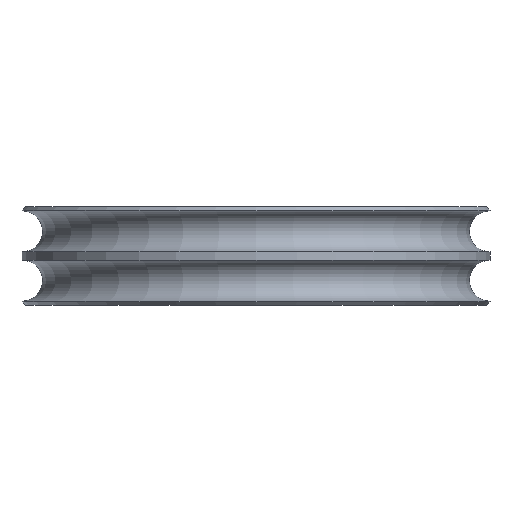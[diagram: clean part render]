
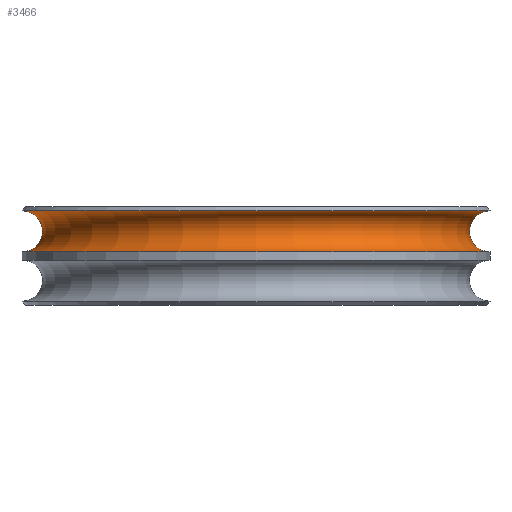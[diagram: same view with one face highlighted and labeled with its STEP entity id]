
A CAD part, front view. The second image highlights one B-rep face of the part: STEP entity #3466.
In plain terms, the highlighted toroidal (fillet/blend) face has major radius 28.5 mm and minor radius 2.5 mm.
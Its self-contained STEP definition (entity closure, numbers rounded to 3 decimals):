
#2226 = VERTEX_POINT('',#2227);
#2227 = CARTESIAN_POINT('',(28.5,0.,5.5));
#2233 = EDGE_CURVE('',#2226,#2226,#2234,.T.);
#2234 = CIRCLE('',#2235,28.5);
#2235 = AXIS2_PLACEMENT_3D('',#2236,#2237,#2238);
#2236 = CARTESIAN_POINT('',(0.,0.,5.5));
#2237 = DIRECTION('',(0.,0.,1.));
#2238 = DIRECTION('',(0.,-1.,0.));
#3466 = ADVANCED_FACE('',(#3467),#3487,.F.);
#3467 = FACE_BOUND('',#3468,.F.);
#3468 = EDGE_LOOP('',(#3469,#3470,#3479,#3486));
#3469 = ORIENTED_EDGE('',*,*,#2233,.T.);
#3470 = ORIENTED_EDGE('',*,*,#3471,.T.);
#3471 = EDGE_CURVE('',#2226,#3472,#3474,.T.);
#3472 = VERTEX_POINT('',#3473);
#3473 = CARTESIAN_POINT('',(28.5,0.,0.5));
#3474 = CIRCLE('',#3475,2.5);
#3475 = AXIS2_PLACEMENT_3D('',#3476,#3477,#3478);
#3476 = CARTESIAN_POINT('',(28.5,0.,3.));
#3477 = DIRECTION('',(0.,-1.,0.));
#3478 = DIRECTION('',(1.,0.,0.));
#3479 = ORIENTED_EDGE('',*,*,#3480,.F.);
#3480 = EDGE_CURVE('',#3472,#3472,#3481,.T.);
#3481 = CIRCLE('',#3482,28.5);
#3482 = AXIS2_PLACEMENT_3D('',#3483,#3484,#3485);
#3483 = CARTESIAN_POINT('',(0.,0.,0.5));
#3484 = DIRECTION('',(0.,0.,1.));
#3485 = DIRECTION('',(0.,-1.,0.));
#3486 = ORIENTED_EDGE('',*,*,#3471,.F.);
#3487 = TOROIDAL_SURFACE('',#3488,28.5,2.5);
#3488 = AXIS2_PLACEMENT_3D('',#3489,#3490,#3491);
#3489 = CARTESIAN_POINT('',(0.,0.,3.));
#3490 = DIRECTION('',(0.,0.,1.));
#3491 = DIRECTION('',(1.,0.,0.));
